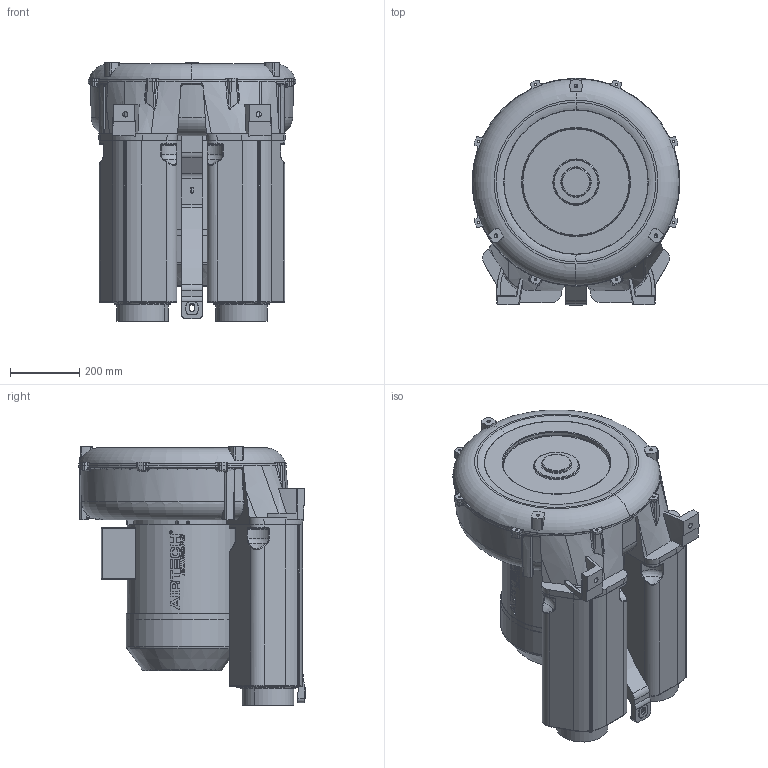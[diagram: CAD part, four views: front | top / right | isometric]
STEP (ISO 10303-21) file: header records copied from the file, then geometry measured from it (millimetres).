
FILE_DESCRIPTION((''),'2;1');
FILE_NAME('100-00482-DS_ASM','2021-01-26T',('wgehrig'),('vacuvane vacuum technology gmbh'),'CREO PARAMETRIC BY PTC INC, 2018360','CREO PARAMETRIC BY PTC INC, 2018360','');
FILE_SCHEMA(('CONFIG_CONTROL_DESIGN'));
Products named in the file (7): 100-00482-01-DS; 100-00482-02-DS; 100-00482-03-DS; 100-00482-04-DS; 100-00482-05-DS; 100-00482-06-DS; 100-00482-DS_ASM
Assembly tree (6 placements, depth 2):
  100-00482-DS_ASM
    100-00482-01-DS
    100-00482-02-DS
    100-00482-03-DS
    100-00482-04-DS
    100-00482-05-DS
    100-00482-06-DS
Bounding box: 601 x 657.28 x 749.45 mm (x, y, z)
Volume: 115617323.3 mm3; surface area: 3442714.1 mm2
Topology: 6 solids, 7 shells, 3140 faces, 8746 edges, 5697 vertices
Faces by surface type: plane 1875, cylinder 563, bspline 425, cone 107, torus 102, extrusion 54, sphere 14
Entity records: 121778 total; most frequent: CARTESIAN_POINT 44113, ORIENTED_EDGE 17458, DIRECTION 13444, EDGE_CURVE 8729, VERTEX_POINT 5697, VECTOR 5604, LINE 5550, AXIS2_PLACEMENT_3D 3920
